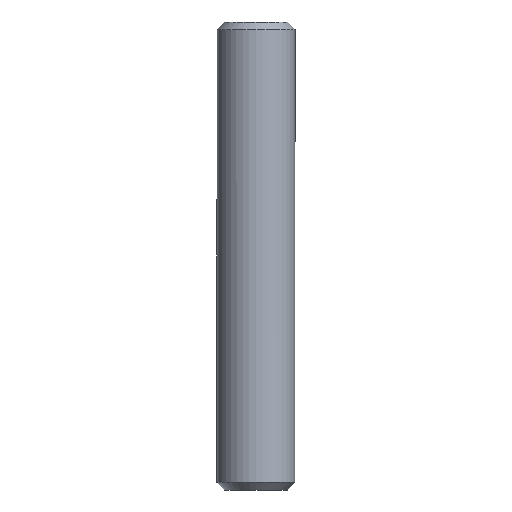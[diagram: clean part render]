
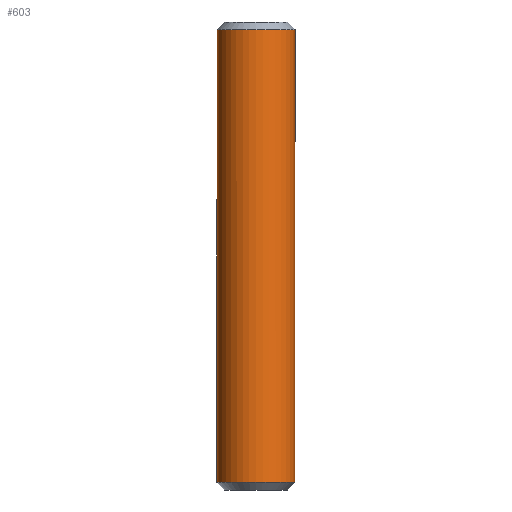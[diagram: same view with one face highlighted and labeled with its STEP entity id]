
A CAD part, front view. The second image highlights one B-rep face of the part: STEP entity #603.
In plain terms, the highlighted cylindrical face has radius 5 mm (diameter 10 mm), a full revolution.
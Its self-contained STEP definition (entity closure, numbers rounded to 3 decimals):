
#57=FACE_BOUND('',#123,.T.);
#62=B_SPLINE_CURVE_WITH_KNOTS('',3,(#996,#997,#998,#999,#1000,#1001,#1002,
#1003,#1004,#1005,#1006,#1007,#1008,#1009,#1010,#1011,#1012,#1013),
 .UNSPECIFIED.,.F.,.F.,(4,2,2,2,2,2,2,2,4),(0.,0.062,0.123,
0.185,0.246,0.308,0.369,
0.431,0.492),.UNSPECIFIED.);
#63=B_SPLINE_CURVE_WITH_KNOTS('',3,(#1014,#1015,#1016,#1017,#1018,#1019,
#1020,#1021,#1022,#1023,#1024,#1025,#1026,#1027,#1028,#1029,#1030,#1031),
 .UNSPECIFIED.,.F.,.F.,(4,2,2,2,2,2,2,2,4),(0.492,0.554,
0.615,0.677,0.739,0.8,
0.862,0.923,0.985),.UNSPECIFIED.);
#71=CYLINDRICAL_SURFACE('',#724,5.);
#85=FACE_OUTER_BOUND('',#122,.T.);
#122=EDGE_LOOP('',(#433,#434,#435,#436));
#123=EDGE_LOOP('',(#437,#438));
#164=LINE('',#1042,#206);
#206=VECTOR('',#815,5.);
#247=CIRCLE('',#723,5.);
#248=CIRCLE('',#725,5.);
#279=VERTEX_POINT('',#994);
#280=VERTEX_POINT('',#995);
#282=VERTEX_POINT('',#1036);
#283=VERTEX_POINT('',#1040);
#337=EDGE_CURVE('',#279,#280,#62,.T.);
#338=EDGE_CURVE('',#280,#279,#63,.T.);
#342=EDGE_CURVE('',#282,#282,#247,.T.);
#343=EDGE_CURVE('',#283,#283,#248,.T.);
#344=EDGE_CURVE('',#283,#282,#164,.T.);
#433=ORIENTED_EDGE('',*,*,#343,.F.);
#434=ORIENTED_EDGE('',*,*,#344,.T.);
#435=ORIENTED_EDGE('',*,*,#342,.F.);
#436=ORIENTED_EDGE('',*,*,#344,.F.);
#437=ORIENTED_EDGE('',*,*,#337,.T.);
#438=ORIENTED_EDGE('',*,*,#338,.T.);
#603=ADVANCED_FACE('',(#85,#57),#71,.T.);
#723=AXIS2_PLACEMENT_3D('',#1038,#809,#810);
#724=AXIS2_PLACEMENT_3D('',#1039,#811,#812);
#725=AXIS2_PLACEMENT_3D('',#1041,#813,#814);
#809=DIRECTION('center_axis',(0.,0.,-1.));
#810=DIRECTION('ref_axis',(-1.,0.,0.));
#811=DIRECTION('center_axis',(0.,0.,1.));
#812=DIRECTION('ref_axis',(-1.,0.,0.));
#813=DIRECTION('center_axis',(0.,0.,1.));
#814=DIRECTION('ref_axis',(-1.,0.,0.));
#815=DIRECTION('',(0.,0.,-1.));
#994=CARTESIAN_POINT('',(-1.621,4.73,30.));
#995=CARTESIAN_POINT('',(1.621,4.73,30.));
#996=CARTESIAN_POINT('Ctrl Pts',(-1.621,4.73,30.));
#997=CARTESIAN_POINT('Ctrl Pts',(-1.621,4.73,29.795));
#998=CARTESIAN_POINT('Ctrl Pts',(-1.58,4.745,29.577));
#999=CARTESIAN_POINT('Ctrl Pts',(-1.414,4.797,29.178));
#1000=CARTESIAN_POINT('Ctrl Pts',(-1.289,4.833,28.997));
#1001=CARTESIAN_POINT('Ctrl Pts',(-1.003,4.901,28.711));
#1002=CARTESIAN_POINT('Ctrl Pts',(-0.822,4.936,28.586));
#1003=CARTESIAN_POINT('Ctrl Pts',(-0.423,4.986,28.42));
#1004=CARTESIAN_POINT('Ctrl Pts',(-0.205,5.,28.379));
#1005=CARTESIAN_POINT('Ctrl Pts',(0.205,5.,28.379));
#1006=CARTESIAN_POINT('Ctrl Pts',(0.423,4.986,28.42));
#1007=CARTESIAN_POINT('Ctrl Pts',(0.822,4.936,28.586));
#1008=CARTESIAN_POINT('Ctrl Pts',(1.003,4.901,28.711));
#1009=CARTESIAN_POINT('Ctrl Pts',(1.289,4.833,28.997));
#1010=CARTESIAN_POINT('Ctrl Pts',(1.414,4.797,29.178));
#1011=CARTESIAN_POINT('Ctrl Pts',(1.58,4.745,29.577));
#1012=CARTESIAN_POINT('Ctrl Pts',(1.621,4.73,29.795));
#1013=CARTESIAN_POINT('Ctrl Pts',(1.621,4.73,30.));
#1014=CARTESIAN_POINT('Ctrl Pts',(1.621,4.73,30.));
#1015=CARTESIAN_POINT('Ctrl Pts',(1.621,4.73,30.205));
#1016=CARTESIAN_POINT('Ctrl Pts',(1.58,4.745,30.423));
#1017=CARTESIAN_POINT('Ctrl Pts',(1.414,4.797,30.822));
#1018=CARTESIAN_POINT('Ctrl Pts',(1.289,4.833,31.003));
#1019=CARTESIAN_POINT('Ctrl Pts',(1.003,4.901,31.289));
#1020=CARTESIAN_POINT('Ctrl Pts',(0.822,4.936,31.414));
#1021=CARTESIAN_POINT('Ctrl Pts',(0.423,4.986,31.58));
#1022=CARTESIAN_POINT('Ctrl Pts',(0.205,5.,31.621));
#1023=CARTESIAN_POINT('Ctrl Pts',(-0.205,5.,31.621));
#1024=CARTESIAN_POINT('Ctrl Pts',(-0.423,4.986,31.58));
#1025=CARTESIAN_POINT('Ctrl Pts',(-0.822,4.936,31.414));
#1026=CARTESIAN_POINT('Ctrl Pts',(-1.003,4.901,31.289));
#1027=CARTESIAN_POINT('Ctrl Pts',(-1.289,4.833,31.003));
#1028=CARTESIAN_POINT('Ctrl Pts',(-1.414,4.797,30.822));
#1029=CARTESIAN_POINT('Ctrl Pts',(-1.58,4.745,30.423));
#1030=CARTESIAN_POINT('Ctrl Pts',(-1.621,4.73,30.205));
#1031=CARTESIAN_POINT('Ctrl Pts',(-1.621,4.73,30.));
#1036=CARTESIAN_POINT('',(5.,0.,1.));
#1038=CARTESIAN_POINT('Origin',(0.,0.,1.));
#1039=CARTESIAN_POINT('Origin',(0.,0.,0.));
#1040=CARTESIAN_POINT('',(5.,0.,59.));
#1041=CARTESIAN_POINT('Origin',(0.,0.,59.));
#1042=CARTESIAN_POINT('',(5.,0.,0.));
